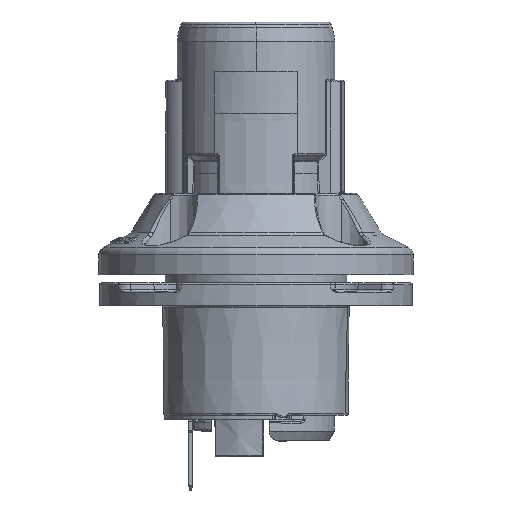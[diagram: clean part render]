
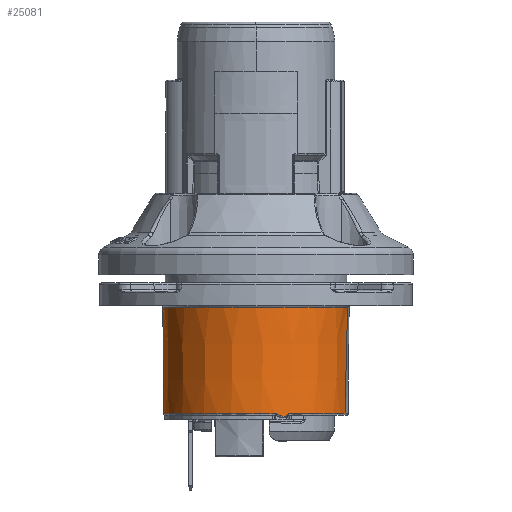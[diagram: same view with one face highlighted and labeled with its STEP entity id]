
A CAD part, left-side view. The second image highlights one B-rep face of the part: STEP entity #25081.
In plain terms, the highlighted conical face has half-angle 0.5 degrees and reference radius 11.191 mm.
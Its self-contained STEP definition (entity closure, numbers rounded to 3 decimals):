
#5553=CARTESIAN_POINT('',(-10.658,-3.217,
-47.603));
#5584=CARTESIAN_POINT('',(0.,0.,-47.303));
#5585=DIRECTION('',(0.,0.,1.));
#5586=DIRECTION('',(-0.938,-0.347,0.));
#5587=AXIS2_PLACEMENT_3D('',#5584,#5585,#5586);
#5589=CARTESIAN_POINT('',(-10.466,-3.802,
-47.364));
#5590=CARTESIAN_POINT('',(-10.469,-3.795,
-47.373));
#5591=CARTESIAN_POINT('',(-10.473,-3.782,
-47.391));
#5592=CARTESIAN_POINT('',(-10.479,-3.766,
-47.418));
#5593=CARTESIAN_POINT('',(-10.483,-3.754,
-47.445));
#5594=CARTESIAN_POINT('',(-10.486,-3.745,
-47.47));
#5595=CARTESIAN_POINT('',(-10.488,-3.738,
-47.496));
#5596=CARTESIAN_POINT('',(-10.489,-3.734,
-47.522));
#5597=CARTESIAN_POINT('',(-10.49,-3.733,
-47.539));
#5598=CARTESIAN_POINT('',(-10.49,-3.733,
-47.548));
#5600=DIRECTION('',(-0.003,-0.018,1.));
#5601=VECTOR('',#5600,0.055);
#5602=CARTESIAN_POINT('',(-10.489,-3.732,
-47.603));
#5603=LINE('',#5602,#5601);
#5604=CARTESIAN_POINT('',(0.,0.,-47.603));
#5605=DIRECTION('',(0.,0.,-1.));
#5606=DIRECTION('',(-0.942,-0.335,0.));
#5607=AXIS2_PLACEMENT_3D('',#5604,#5605,#5606);
#5609=CARTESIAN_POINT('',(-10.868,-2.429,
-47.321));
#5610=CARTESIAN_POINT('',(-10.839,-2.554,
-47.366));
#5611=CARTESIAN_POINT('',(-10.776,-2.812,
-47.458));
#5612=CARTESIAN_POINT('',(-10.7,-3.08,
-47.554));
#5613=CARTESIAN_POINT('',(-10.658,-3.217,
-47.603));
#5615=CARTESIAN_POINT('',(-10.868,-2.429,
-47.321));
#5616=CARTESIAN_POINT('',(-10.87,-2.417,
-47.317));
#5617=CARTESIAN_POINT('',(-10.875,-2.395,
-47.31));
#5618=CARTESIAN_POINT('',(-10.884,-2.358,
-47.304));
#5619=CARTESIAN_POINT('',(-10.888,-2.34,
-47.303));
#5620=CARTESIAN_POINT('',(-10.89,-2.328,
-47.303));
#5622=CARTESIAN_POINT('',(0.,0.,-47.303));
#5623=DIRECTION('',(0.,0.,1.));
#5624=DIRECTION('',(0.,1.,0.));
#5625=AXIS2_PLACEMENT_3D('',#5622,#5623,#5624);
#5627=DIRECTION('',(0.,0.009,1.));
#5628=VECTOR('',#5627,12.854);
#5629=CARTESIAN_POINT('',(0.,11.136,
-47.303));
#5630=LINE('',#5629,#5628);
#5631=CARTESIAN_POINT('',(0.,0.,-34.449));
#5632=DIRECTION('',(0.,0.,-1.));
#5633=DIRECTION('',(-0.187,-0.982,0.));
#5634=AXIS2_PLACEMENT_3D('',#5631,#5632,#5633);
#5636=CARTESIAN_POINT('',(-2.934,-10.743,
-47.303));
#5637=CARTESIAN_POINT('',(-2.888,-10.765,
-46.284));
#5638=CARTESIAN_POINT('',(-2.784,-10.811,
-44.209));
#5639=CARTESIAN_POINT('',(-2.598,-10.887,
-40.951));
#5640=CARTESIAN_POINT('',(-2.376,-10.967,
-37.657));
#5641=CARTESIAN_POINT('',(-2.197,-11.023,
-35.514));
#5642=CARTESIAN_POINT('',(-2.1,-11.051,
-34.449));
#6159=CARTESIAN_POINT('',(-10.442,-3.869,
-47.303));
#6160=CARTESIAN_POINT('',(-10.445,-3.861,
-47.308));
#6161=CARTESIAN_POINT('',(-10.451,-3.846,
-47.32));
#6162=CARTESIAN_POINT('',(-10.459,-3.823,
-47.341));
#6163=CARTESIAN_POINT('',(-10.464,-3.809,
-47.356));
#6164=CARTESIAN_POINT('',(-10.466,-3.802,
-47.364));
#15660=CARTESIAN_POINT('',(0.,11.248,-34.449));
#15661=CARTESIAN_POINT('',(-2.1,-11.051,
-34.449));
#15662=VERTEX_POINT('',#15660);
#15663=VERTEX_POINT('',#15661);
#15664=CARTESIAN_POINT('',(0.,11.136,
-47.303));
#15665=VERTEX_POINT('',#15664);
#15666=VERTEX_POINT('',#5636);
#15696=VERTEX_POINT('',#5553);
#15705=CARTESIAN_POINT('',(-10.868,-2.429,
-47.321));
#15706=VERTEX_POINT('',#15705);
#15709=CARTESIAN_POINT('',(-10.489,-3.732,
-47.603));
#15710=VERTEX_POINT('',#15709);
#15711=CARTESIAN_POINT('',(-10.891,-2.324,
-47.303));
#15712=VERTEX_POINT('',#15711);
#15713=CARTESIAN_POINT('',(-10.442,-3.869,
-47.303));
#15714=VERTEX_POINT('',#15713);
#15738=CARTESIAN_POINT('',(-10.49,-3.733,
-47.548));
#15739=VERTEX_POINT('',#15738);
#15749=VERTEX_POINT('',#5589);
#25056=CARTESIAN_POINT('',(0.,0.,-41.026));
#25057=DIRECTION('',(0.,0.,1.));
#25058=DIRECTION('',(0.,1.,0.));
#25059=AXIS2_PLACEMENT_3D('',#25056,#25057,#25058);
#25060=CONICAL_SURFACE('',#25059,11.191,0.5);
#25062=ORIENTED_EDGE('',*,*,#25061,.F.);
#25064=ORIENTED_EDGE('',*,*,#25063,.T.);
#25066=ORIENTED_EDGE('',*,*,#25065,.T.);
#25068=ORIENTED_EDGE('',*,*,#25067,.F.);
#25069=ORIENTED_EDGE('',*,*,#25047,.T.);
#25070=ORIENTED_EDGE('',*,*,#24967,.F.);
#25071=ORIENTED_EDGE('',*,*,#24934,.T.);
#25072=ORIENTED_EDGE('',*,*,#18977,.F.);
#25074=ORIENTED_EDGE('',*,*,#25073,.T.);
#25076=ORIENTED_EDGE('',*,*,#25075,.F.);
#25078=ORIENTED_EDGE('',*,*,#25077,.F.);
#25079=EDGE_LOOP('',(#25062,#25064,#25066,#25068,#25069,#25070,#25071,#25072,
#25074,#25076,#25078));
#25080=FACE_OUTER_BOUND('',#25079,.F.);
#25081=ADVANCED_FACE('',(#25080),#25060,.T.);
#5588=CIRCLE('',#5587,11.136);
#5599=B_SPLINE_CURVE_WITH_KNOTS('',3,(#5589,#5590,#5591,#5592,#5593,#5594,#5595,
#5596,#5597,#5598),.UNSPECIFIED.,.F.,.F.,(4,1,1,1,1,1,1,4),(0.,
0.143,0.286,0.429,0.571,
0.714,0.857,1.),.UNSPECIFIED.);
#5608=CIRCLE('',#5607,11.133);
#5614=B_SPLINE_CURVE_WITH_KNOTS('',3,(#5609,#5610,#5611,#5612,#5613),
.UNSPECIFIED.,.F.,.F.,(4,1,4),(0.,0.5,1.),.UNSPECIFIED.);
#5621=B_SPLINE_CURVE_WITH_KNOTS('',3,(#5615,#5616,#5617,#5618,#5619,#5620),
.UNSPECIFIED.,.F.,.F.,(4,1,1,4),(0.,0.333,0.667,1.),
.UNSPECIFIED.);
#5626=CIRCLE('',#5625,11.136);
#5635=CIRCLE('',#5634,11.248);
#5643=B_SPLINE_CURVE_WITH_KNOTS('',3,(#5636,#5637,#5638,#5639,#5640,#5641,
#5642),.UNSPECIFIED.,.F.,.F.,(4,1,1,1,4),(0.,0.25,0.5,0.75,1.),
.UNSPECIFIED.);
#6165=B_SPLINE_CURVE_WITH_KNOTS('',3,(#6159,#6160,#6161,#6162,#6163,#6164),
.UNSPECIFIED.,.F.,.F.,(4,1,1,4),(0.,0.333,0.667,1.),
.UNSPECIFIED.);
#18977=EDGE_CURVE('',#15665,#15712,#5626,.T.);
#24934=EDGE_CURVE('',#15706,#15712,#5621,.T.);
#24967=EDGE_CURVE('',#15706,#15696,#5614,.T.);
#25047=EDGE_CURVE('',#15710,#15696,#5608,.T.);
#25061=EDGE_CURVE('',#15714,#15666,#5588,.T.);
#25063=EDGE_CURVE('',#15714,#15749,#6165,.T.);
#25065=EDGE_CURVE('',#15749,#15739,#5599,.T.);
#25067=EDGE_CURVE('',#15710,#15739,#5603,.T.);
#25073=EDGE_CURVE('',#15665,#15662,#5630,.T.);
#25075=EDGE_CURVE('',#15663,#15662,#5635,.T.);
#25077=EDGE_CURVE('',#15666,#15663,#5643,.T.);
